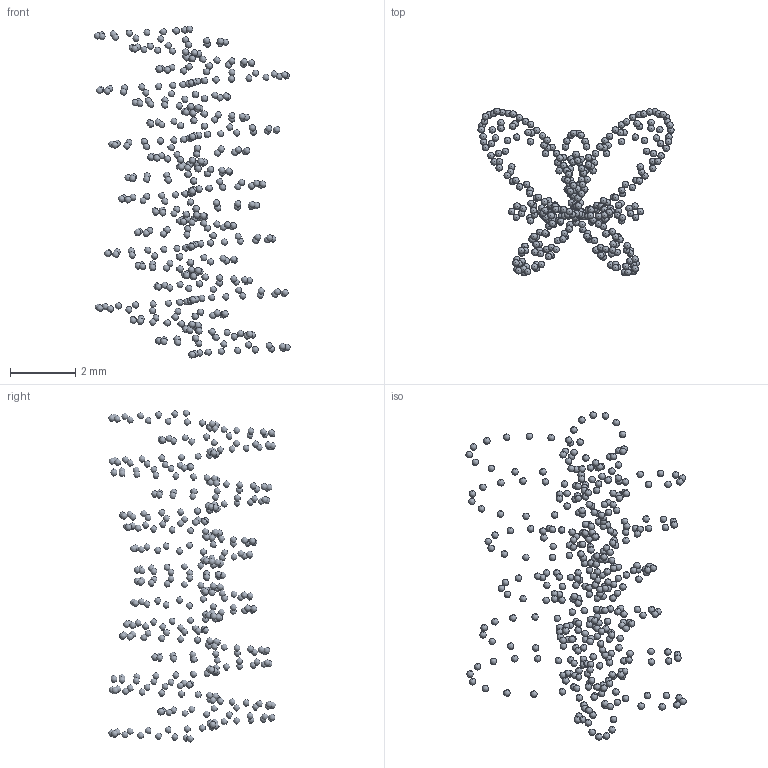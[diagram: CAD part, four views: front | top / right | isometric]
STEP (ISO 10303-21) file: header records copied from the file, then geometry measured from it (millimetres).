
FILE_DESCRIPTION(('Open CASCADE Model'),'2;1');
FILE_NAME('Open CASCADE Shape Model','2024-05-23T01:44:18',('Author'),( 'Open CASCADE'),'Open CASCADE STEP processor 7.7','Open CASCADE 7.7' ,'Unknown');
FILE_SCHEMA(('AUTOMOTIVE_DESIGN { 1 0 10303 214 1 1 1 1 }'));
Length unit declared in the file: millimetre
Products named in the file (371): Open CASCADE STEP translator 7.7 5; Open CASCADE STEP translator 7.7 5.1; Open CASCADE STEP translator 7.7 5.2; Open CASCADE STEP translator 7.7 5.3; Open CASCADE STEP translator 7.7 5.4; Open CASCADE STEP translator 7.7 5.5; Open CASCADE STEP translator 7.7 5.6; Open CASCADE STEP translator 7.7 5.7; Open CASCADE STEP translator 7.7 5.8; Open CASCADE STEP translator 7.7 5.9; Open CASCADE STEP translator 7.7 5.10; Open CASCADE STEP translator 7.7 5.11; Open CASCADE STEP translator 7.7 5.12; Open CASCADE STEP translator 7.7 5.13; Open CASCADE STEP translator 7.7 5.14; Open CASCADE STEP translator 7.7 5.15; Open CASCADE STEP translator 7.7 5.16; Open CASCADE STEP translator 7.7 5.17; Open CASCADE STEP translator 7.7 5.18; Open CASCADE STEP translator 7.7 5.19; Open CASCADE STEP translator 7.7 5.20; Open CASCADE STEP translator 7.7 5.21; Open CASCADE STEP translator 7.7 5.22; Open CASCADE STEP translator 7.7 5.23; Open CASCADE STEP translator 7.7 5.24; Open CASCADE STEP translator 7.7 5.25; Open CASCADE STEP translator 7.7 5.26; Open CASCADE STEP translator 7.7 5.27; Open CASCADE STEP translator 7.7 5.28; Open CASCADE STEP translator 7.7 5.29; Open CASCADE STEP translator 7.7 5.30; Open CASCADE STEP translator 7.7 5.31; Open CASCADE STEP translator 7.7 5.32; Open CASCADE STEP translator 7.7 5.33; Open CASCADE STEP translator 7.7 5.34; Open CASCADE STEP translator 7.7 5.35; Open CASCADE STEP translator 7.7 5.36; Open CASCADE STEP translator 7.7 5.37; Open CASCADE STEP translator 7.7 5.38; Open CASCADE STEP translator 7.7 5.39 ...
Assembly tree (370 placements, depth 2):
  Open CASCADE STEP translator 7.7 5
    Open CASCADE STEP translator 7.7 5.1
    Open CASCADE STEP translator 7.7 5.2
    Open CASCADE STEP translator 7.7 5.3
    Open CASCADE STEP translator 7.7 5.4
    Open CASCADE STEP translator 7.7 5.5
    Open CASCADE STEP translator 7.7 5.6
    Open CASCADE STEP translator 7.7 5.7
    Open CASCADE STEP translator 7.7 5.8
    Open CASCADE STEP translator 7.7 5.9
    Open CASCADE STEP translator 7.7 5.10
    Open CASCADE STEP translator 7.7 5.11
    Open CASCADE STEP translator 7.7 5.12
    Open CASCADE STEP translator 7.7 5.13
    Open CASCADE STEP translator 7.7 5.14
    Open CASCADE STEP translator 7.7 5.15
    Open CASCADE STEP translator 7.7 5.16
    Open CASCADE STEP translator 7.7 5.17
    Open CASCADE STEP translator 7.7 5.18
    Open CASCADE STEP translator 7.7 5.19
    Open CASCADE STEP translator 7.7 5.20
    Open CASCADE STEP translator 7.7 5.21
    Open CASCADE STEP translator 7.7 5.22
    Open CASCADE STEP translator 7.7 5.23
    Open CASCADE STEP translator 7.7 5.24
    Open CASCADE STEP translator 7.7 5.25
    Open CASCADE STEP translator 7.7 5.26
    Open CASCADE STEP translator 7.7 5.27
    Open CASCADE STEP translator 7.7 5.28
    Open CASCADE STEP translator 7.7 5.29
    Open CASCADE STEP translator 7.7 5.30
    Open CASCADE STEP translator 7.7 5.31
    Open CASCADE STEP translator 7.7 5.32
    Open CASCADE STEP translator 7.7 5.33
    Open CASCADE STEP translator 7.7 5.34
    Open CASCADE STEP translator 7.7 5.35
    Open CASCADE STEP translator 7.7 5.36
    Open CASCADE STEP translator 7.7 5.37
    Open CASCADE STEP translator 7.7 5.38
    Open CASCADE STEP translator 7.7 5.39
    Open CASCADE STEP translator 7.7 5.40
    Open CASCADE STEP translator 7.7 5.41
    Open CASCADE STEP translator 7.7 5.42
    Open CASCADE STEP translator 7.7 5.43
    Open CASCADE STEP translator 7.7 5.44
    Open CASCADE STEP translator 7.7 5.45
    Open CASCADE STEP translator 7.7 5.46
    Open CASCADE STEP translator 7.7 5.47
    Open CASCADE STEP translator 7.7 5.48
    Open CASCADE STEP translator 7.7 5.49
    Open CASCADE STEP translator 7.7 5.50
    Open CASCADE STEP translator 7.7 5.51
    Open CASCADE STEP translator 7.7 5.52
    Open CASCADE STEP translator 7.7 5.53
    Open CASCADE STEP translator 7.7 5.54
    Open CASCADE STEP translator 7.7 5.55
    Open CASCADE STEP translator 7.7 5.56
    Open CASCADE STEP translator 7.7 5.57
    Open CASCADE STEP translator 7.7 5.58
    Open CASCADE STEP translator 7.7 5.59
Bounding box: 6.01 x 5.13 x 10.18 mm (x, y, z)
Volume: 1.6 mm3; surface area: 49.5 mm2
Topology: 370 solids, 370 shells, 400 faces, 1251 edges, 839 vertices
Faces by surface type: sphere 400
Entity records: 16509 total; most frequent: CARTESIAN_POINT 4890, DIRECTION 1762, AXIS2_PLACEMENT_3D 851, PRODUCT_DEFINITION_SHAPE 741, VERTEX_POINT 458, FACE_BOUND 438, ADVANCED_FACE 400, SPHERICAL_SURFACE 400
